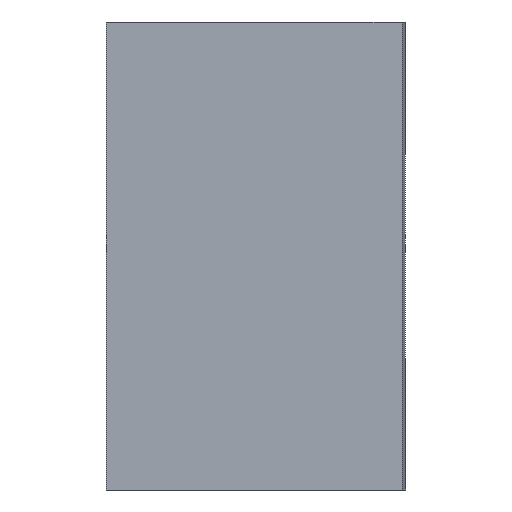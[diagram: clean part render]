
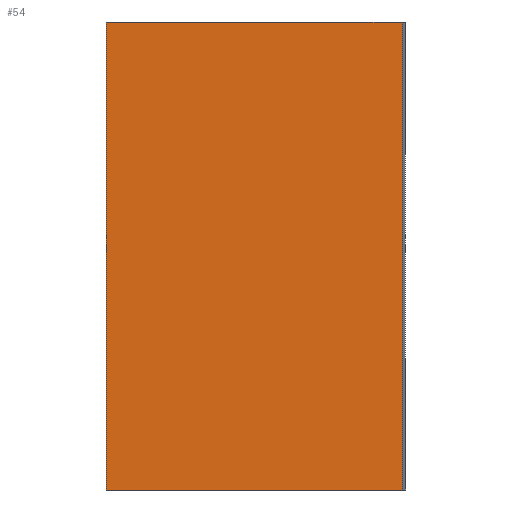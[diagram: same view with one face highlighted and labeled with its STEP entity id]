
A CAD part, left-side view. The second image highlights one B-rep face of the part: STEP entity #54.
In plain terms, the highlighted planar face has unit normal (-1, 0, 0).
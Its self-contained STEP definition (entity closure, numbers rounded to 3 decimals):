
#54 = ADVANCED_FACE( '', ( #107 ), #108, .F. );
#107 = FACE_OUTER_BOUND( '', #157, .T. );
#108 = PLANE( '', #158 );
#157 = EDGE_LOOP( '', ( #257, #258, #259, #260 ) );
#158 = AXIS2_PLACEMENT_3D( '', #261, #262, #263 );
#257 = ORIENTED_EDGE( '', *, *, #345, .T. );
#258 = ORIENTED_EDGE( '', *, *, #343, .F. );
#259 = ORIENTED_EDGE( '', *, *, #352, .F. );
#260 = ORIENTED_EDGE( '', *, *, #353, .T. );
#261 = CARTESIAN_POINT( '', ( 0., 0., 12.5 ) );
#262 = DIRECTION( '', ( 1., 0., 0. ) );
#263 = DIRECTION( '', ( 0., 0., -1. ) );
#343 = EDGE_CURVE( '', #418, #416, #420, .T. );
#345 = EDGE_CURVE( '', #422, #416, #423, .T. );
#352 = EDGE_CURVE( '', #430, #418, #431, .T. );
#353 = EDGE_CURVE( '', #430, #422, #432, .T. );
#416 = VERTEX_POINT( '', #558 );
#418 = VERTEX_POINT( '', #560 );
#420 = LINE( '', #562, #563 );
#422 = VERTEX_POINT( '', #565 );
#423 = LINE( '', #566, #567 );
#430 = VERTEX_POINT( '', #576 );
#431 = LINE( '', #577, #578 );
#432 = LINE( '', #579, #580 );
#558 = CARTESIAN_POINT( '', ( 0., -15.803, -12.5 ) );
#560 = CARTESIAN_POINT( '', ( 0., -15.803, 12.5 ) );
#562 = CARTESIAN_POINT( '', ( 0., -15.803, 12.5 ) );
#563 = VECTOR( '', #631, 1000. );
#565 = CARTESIAN_POINT( '', ( 0., 0., -12.5 ) );
#566 = CARTESIAN_POINT( '', ( 0., 0., -12.5 ) );
#567 = VECTOR( '', #632, 1000. );
#576 = CARTESIAN_POINT( '', ( 0., 0., 12.5 ) );
#577 = CARTESIAN_POINT( '', ( 0., 0., 12.5 ) );
#578 = VECTOR( '', #638, 1000. );
#579 = CARTESIAN_POINT( '', ( 0., 0., 12.5 ) );
#580 = VECTOR( '', #639, 1000. );
#631 = DIRECTION( '', ( 0., 0., -1. ) );
#632 = DIRECTION( '', ( 0., -1., 0. ) );
#638 = DIRECTION( '', ( 0., -1., 0. ) );
#639 = DIRECTION( '', ( 0., 0., -1. ) );
